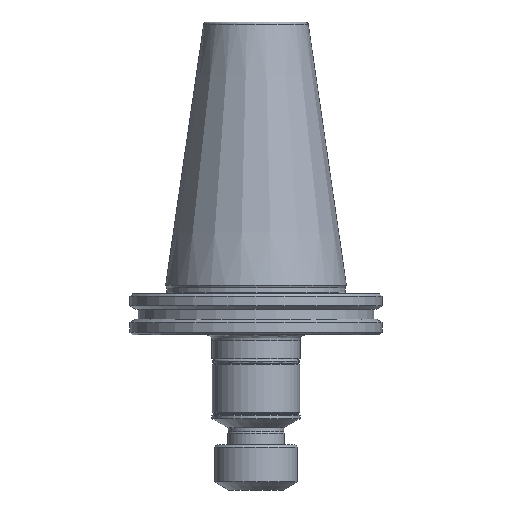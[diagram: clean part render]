
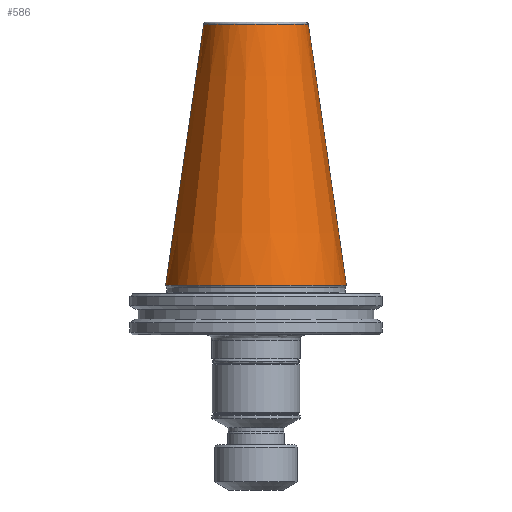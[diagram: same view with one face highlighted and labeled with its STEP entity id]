
A CAD part, front view. The second image highlights one B-rep face of the part: STEP entity #586.
In plain terms, the highlighted conical face has half-angle 8.297 degrees and reference radius 34.925 mm.
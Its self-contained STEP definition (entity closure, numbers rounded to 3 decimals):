
#50 = EDGE_CURVE ( 'NONE', #297, #1157, #2412, .T. ) ;
#297 = VERTEX_POINT ( 'NONE', #1550 ) ;
#377 = LINE ( 'NONE', #1628, #2308 ) ;
#381 = DIRECTION ( 'NONE',  ( -1., 0., 0. ) ) ;
#386 = DIRECTION ( 'NONE',  ( 0., 0., -1. ) ) ;
#414 = CARTESIAN_POINT ( 'NONE',  ( 0., 0., 100.894 ) ) ;
#432 = VERTEX_POINT ( 'NONE', #924 ) ;
#456 = CARTESIAN_POINT ( 'NONE',  ( 34.925, 0., 0. ) ) ;
#586 = ADVANCED_FACE ( 'NONE', ( #1755 ), #1816, .T. ) ;
#814 = ORIENTED_EDGE ( 'NONE', *, *, #1529, .T. ) ;
#847 = DIRECTION ( 'NONE',  ( 0., 0., -1. ) ) ;
#854 = DIRECTION ( 'NONE',  ( -1., 0., 0. ) ) ;
#895 = VERTEX_POINT ( 'NONE', #2053 ) ;
#924 = CARTESIAN_POINT ( 'NONE',  ( -20.211, 0., 100.894 ) ) ;
#997 = CARTESIAN_POINT ( 'NONE',  ( 34.925, 0., 0. ) ) ;
#1000 = EDGE_CURVE ( 'NONE', #432, #297, #377, .T. ) ;
#1105 = AXIS2_PLACEMENT_3D ( 'NONE', #2476, #847, #854 ) ;
#1157 = VERTEX_POINT ( 'NONE', #997 ) ;
#1171 = CIRCLE ( 'NONE', #1422, 20.211 ) ;
#1264 = ORIENTED_EDGE ( 'NONE', *, *, #1000, .T. ) ;
#1311 = DIRECTION ( 'NONE',  ( 0., 0., 1. ) ) ;
#1335 = ORIENTED_EDGE ( 'NONE', *, *, #50, .T. ) ;
#1422 = AXIS2_PLACEMENT_3D ( 'NONE', #414, #386, #381 ) ;
#1504 = AXIS2_PLACEMENT_3D ( 'NONE', #2055, #1311, #2256 ) ;
#1529 = EDGE_CURVE ( 'NONE', #895, #432, #1171, .T. ) ;
#1549 = VECTOR ( 'NONE', #1574, 1000. ) ;
#1550 = CARTESIAN_POINT ( 'NONE',  ( -34.925, 0., 0. ) ) ;
#1574 = DIRECTION ( 'NONE',  ( 0.144, 0., -0.99 ) ) ;
#1628 = CARTESIAN_POINT ( 'NONE',  ( -34.925, 0., 0. ) ) ;
#1630 = DIRECTION ( 'NONE',  ( -0.144, 0., -0.99 ) ) ;
#1755 = FACE_OUTER_BOUND ( 'NONE', #2093, .T. ) ;
#1816 = CONICAL_SURFACE ( 'NONE', #1105, 34.925, 0.145 ) ;
#1844 = ORIENTED_EDGE ( 'NONE', *, *, #2139, .F. ) ;
#2053 = CARTESIAN_POINT ( 'NONE',  ( 20.211, 0., 100.894 ) ) ;
#2055 = CARTESIAN_POINT ( 'NONE',  ( 0., 0., 0. ) ) ;
#2093 = EDGE_LOOP ( 'NONE', ( #1844, #814, #1264, #1335 ) ) ;
#2139 = EDGE_CURVE ( 'NONE', #895, #1157, #2421, .T. ) ;
#2256 = DIRECTION ( 'NONE',  ( -1., 0., 0. ) ) ;
#2308 = VECTOR ( 'NONE', #1630, 1000. ) ;
#2412 = CIRCLE ( 'NONE', #1504, 34.925 ) ;
#2421 = LINE ( 'NONE', #456, #1549 ) ;
#2476 = CARTESIAN_POINT ( 'NONE',  ( 0., 0., 0. ) ) ;
